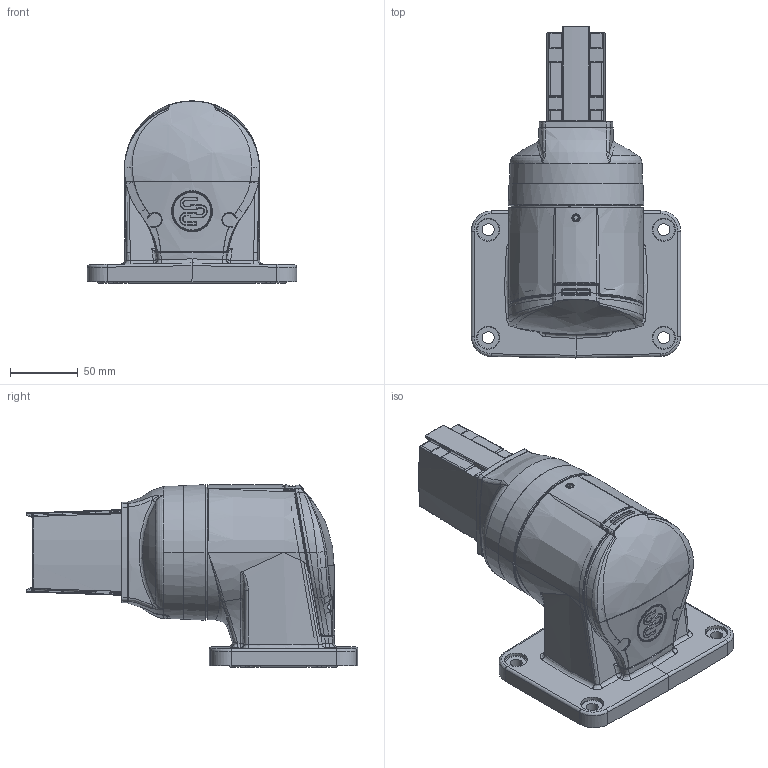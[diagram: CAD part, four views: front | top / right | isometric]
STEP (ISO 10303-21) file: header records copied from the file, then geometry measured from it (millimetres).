
FILE_DESCRIPTION((''),'2;1');
FILE_NAME('1017300011_ASM','2015-07-15T',('Falk.Schoember'),(''),'PRO/ENGINEER BY PARAMETRIC TECHNOLOGY CORPORATION, 2012360','PRO/ENGINEER BY PARAMETRIC TECHNOLOGY CORPORATION, 2012360','');
FILE_SCHEMA(('AUTOMOTIVE_DESIGN { 1 0 10303 214 1 1 1 1 }'));
Products named in the file (25): 9324215000_AF0; 9620437000_ASM; 9231806000; 9371072000; 9411111000_EINB_AF7; 9324206000_AF0; 9620432000_ASM; 9371073000; 9502352000; 9263051000; 9231010000_DICHTUNG-ZG-DE; 9324211000_AF0; 9620447000_ASM; 9231799000_AF4; 9324208000; 9261346000; 9261334000; 9222005000; 9263097000_GEW_STIFT; 9263097000_ASM; 9231797000_AF12; 9231010000_DICHTUNG-WG-UT; 9261441000; 9261104000; 1017300011_ASM
Assembly tree (26 placements, depth 3):
  1017300011_ASM
    9620437000_ASM
      9324215000_AF0
    9231806000
    9371072000
    9411111000_EINB_AF7
    9620432000_ASM
      9324206000_AF0
    9371073000
    9502352000
    9263051000
    9231010000_DICHTUNG-ZG-DE
    9620447000_ASM
      9324211000_AF0
    9231799000_AF4
    9324208000
    9261346000
    9261334000  x2
    9222005000
    9263097000_ASM
      9263097000_GEW_STIFT
    9231797000_AF12
    9231010000_DICHTUNG-WG-UT
    9261441000  x2
    9261104000
Bounding box: 155 x 245.7 x 135.13 mm (x, y, z)
Volume: 912100.5 mm3; surface area: 478533.8 mm2
Topology: 23 solids, 113 shells, 2491 faces, 6727 edges, 4390 vertices
Faces by surface type: cylinder 791, plane 637, bspline 603, torus 224, cone 177, sphere 53, extrusion 6
Entity records: 157554 total; most frequent: CARTESIAN_POINT 62344, ORIENTED_EDGE 11673, DIRECTION 10294, PRESENTATION_STYLE_ASSIGNMENT 7259, STYLED_ITEM 7259, EDGE_CURVE 6475, CURVE_STYLE 5085, VERTEX_POINT 4235
